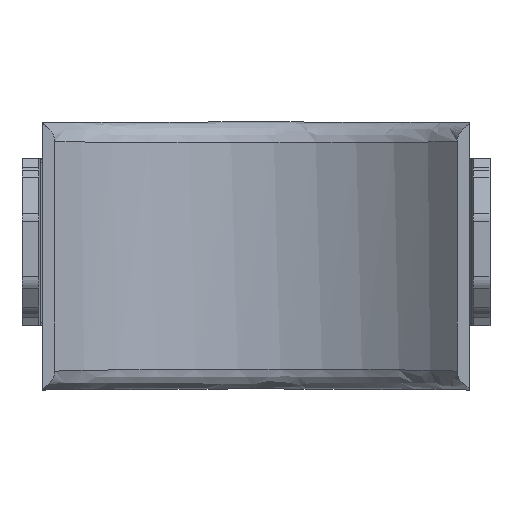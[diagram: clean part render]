
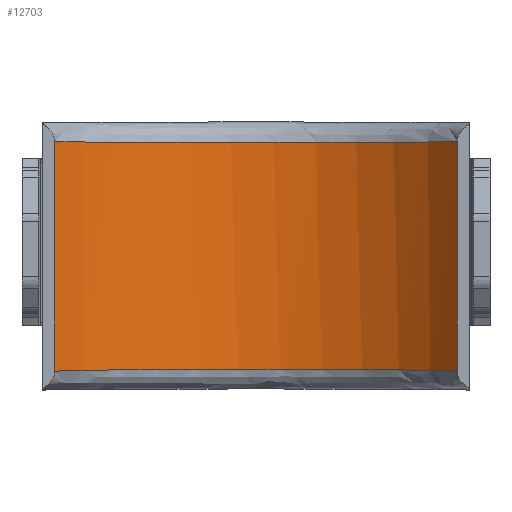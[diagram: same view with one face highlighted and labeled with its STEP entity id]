
A CAD part, front view. The second image highlights one B-rep face of the part: STEP entity #12703.
In plain terms, the highlighted cylindrical face has radius 38.5 mm (diameter 77 mm), a partial arc.
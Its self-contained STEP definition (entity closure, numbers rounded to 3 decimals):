
#54 = CARTESIAN_POINT ( 'NONE',  ( 25.094, -9.293, -17.067 ) ) ;
#437 = CARTESIAN_POINT ( 'NONE',  ( 13.391, -2.397, -17.004 ) ) ;
#681 = CARTESIAN_POINT ( 'NONE',  ( 1.419, 0.001, 16.999 ) ) ;
#707 = CARTESIAN_POINT ( 'NONE',  ( -30.104, -14.5, 20. ) ) ;
#1195 = DIRECTION ( 'NONE',  ( -1., 0., 0. ) ) ;
#1982 = CARTESIAN_POINT ( 'NONE',  ( 14.063, -2.653, -17.005 ) ) ;
#2022 = CARTESIAN_POINT ( 'NONE',  ( 26.696, -10.749, 17.091 ) ) ;
#2223 = CARTESIAN_POINT ( 'NONE',  ( -26.255, -10.192, 17.079 ) ) ;
#2424 = LINE ( 'NONE', #11725, #12144 ) ;
#2599 = CARTESIAN_POINT ( 'NONE',  ( -14.089, -2.641, 17.004 ) ) ;
#2690 = VECTOR ( 'NONE', #12637, 1000. ) ;
#3503 = CARTESIAN_POINT ( 'NONE',  ( 28.235, -12.286, 17.118 ) ) ;
#3598 = CARTESIAN_POINT ( 'NONE',  ( 24.545, -8.83, 17.061 ) ) ;
#3701 = CARTESIAN_POINT ( 'NONE',  ( -21.718, -6.578, 17.031 ) ) ;
#3801 = CARTESIAN_POINT ( 'NONE',  ( 5.742, -0.424, 16.999 ) ) ;
#3941 = DIRECTION ( 'NONE',  ( 0., 0., -1. ) ) ;
#4154 = CARTESIAN_POINT ( 'NONE',  ( 7.168, -0.666, -16.999 ) ) ;
#4351 = CARTESIAN_POINT ( 'NONE',  ( -19.29, -5.058, -17.018 ) ) ;
#4365 = CARTESIAN_POINT ( 'NONE',  ( 30.104, -14.5, -17.167 ) ) ;
#4450 = CARTESIAN_POINT ( 'NONE',  ( 2.864, -0.079, -16.999 ) ) ;
#4548 = CARTESIAN_POINT ( 'NONE',  ( 19.32, -5.073, -17.018 ) ) ;
#4733 = CARTESIAN_POINT ( 'NONE',  ( -30.104, -14.5, -17.167 ) ) ;
#4926 = CARTESIAN_POINT ( 'NONE',  ( 29.2, -13.366, -17.14 ) ) ;
#5272 = CARTESIAN_POINT ( 'NONE',  ( 5.023, -0.322, 16.999 ) ) ;
#5604 = FACE_OUTER_BOUND ( 'NONE', #17774, .T. ) ;
#5726 = CARTESIAN_POINT ( 'NONE',  ( -28.296, -12.232, -17.114 ) ) ;
#5834 = B_SPLINE_CURVE_WITH_KNOTS ( 'NONE', 3,
 ( #19131, #5726, #17558, #10311, #4351, #14834, #7394, #11896, #11694, #19325, #10214, #5928, #4450, #8958, #14935, #4154, #16093, #17659, #10896, #437, #1982, #10510, #7786, #4548, #9154, #18061, #54, #15223, #16862, #16485, #4926, #15411 ),
 .UNSPECIFIED., .F., .F.,
 ( 4, 2, 2, 2, 2, 2, 2, 2, 2, 2, 2, 2, 2, 2, 2, 4 ),
 ( 0., 0.009, 0.017, 0.022, 0.026, 0.035, 0.039, 0.041, 0.043, 0.048, 0.05, 0.052, 0.061, 0.063, 0.065, 0.069 ),
 .UNSPECIFIED. ) ;
#5928 = CARTESIAN_POINT ( 'NONE',  ( 1.419, 0.001, -16.999 ) ) ;
#6530 = ORIENTED_EDGE ( 'NONE', *, *, #11659, .T. ) ;
#6552 = CARTESIAN_POINT ( 'NONE',  ( 26.169, -10.252, 17.082 ) ) ;
#6934 = CARTESIAN_POINT ( 'NONE',  ( -30.104, -14.5, 17.167 ) ) ;
#7394 = CARTESIAN_POINT ( 'NONE',  ( -14.089, -2.641, -17.004 ) ) ;
#7483 = EDGE_CURVE ( 'NONE', #8562, #10875, #2424, .T. ) ;
#7786 = CARTESIAN_POINT ( 'NONE',  ( 16.058, -3.501, -17.009 ) ) ;
#7829 = CARTESIAN_POINT ( 'NONE',  ( 30.104, -14.5, 17.167 ) ) ;
#7925 = CARTESIAN_POINT ( 'NONE',  ( 29.2, -13.366, 17.14 ) ) ;
#8409 = CARTESIAN_POINT ( 'NONE',  ( 11.357, -1.685, 17.001 ) ) ;
#8562 = VERTEX_POINT ( 'NONE', #9256 ) ;
#8888 = B_SPLINE_CURVE_WITH_KNOTS ( 'NONE', 3,
 ( #7829, #7925, #3503, #2022, #6552, #18488, #3598, #9574, #15551, #14276, #12804, #9867, #12706, #8409, #12897, #11334, #18771, #3801, #5272, #11240, #681, #9674, #14466, #17397, #11519, #2599, #9775, #15652, #3701, #2223, #11426, #6934 ),
 .UNSPECIFIED., .F., .F.,
 ( 4, 2, 2, 2, 2, 2, 2, 2, 2, 2, 2, 2, 2, 2, 2, 4 ),
 ( 0., 0.004, 0.007, 0.009, 0.017, 0.02, 0.022, 0.026, 0.028, 0.03, 0.035, 0.043, 0.048, 0.052, 0.061, 0.07 ),
 .UNSPECIFIED. ) ;
#8958 = CARTESIAN_POINT ( 'NONE',  ( 5.023, -0.322, -16.999 ) ) ;
#9154 = CARTESIAN_POINT ( 'NONE',  ( 21.743, -6.598, -17.031 ) ) ;
#9256 = CARTESIAN_POINT ( 'NONE',  ( 30.104, -14.5, 17.167 ) ) ;
#9574 = CARTESIAN_POINT ( 'NONE',  ( 21.743, -6.598, 17.031 ) ) ;
#9674 = CARTESIAN_POINT ( 'NONE',  ( -2.933, -0.002, 16.999 ) ) ;
#9775 = CARTESIAN_POINT ( 'NONE',  ( -15.418, -3.193, 17.007 ) ) ;
#9867 = CARTESIAN_POINT ( 'NONE',  ( 14.063, -2.653, 17.005 ) ) ;
#10214 = CARTESIAN_POINT ( 'NONE',  ( -2.933, -0.002, -16.999 ) ) ;
#10311 = CARTESIAN_POINT ( 'NONE',  ( -21.718, -6.578, -17.031 ) ) ;
#10510 = CARTESIAN_POINT ( 'NONE',  ( 15.396, -3.205, -17.007 ) ) ;
#10875 = VERTEX_POINT ( 'NONE', #4365 ) ;
#10896 = CARTESIAN_POINT ( 'NONE',  ( 11.357, -1.685, -17.001 ) ) ;
#11229 = ORIENTED_EDGE ( 'NONE', *, *, #16433, .T. ) ;
#11240 = CARTESIAN_POINT ( 'NONE',  ( 2.864, -0.079, 16.999 ) ) ;
#11334 = CARTESIAN_POINT ( 'NONE',  ( 7.875, -0.807, 17. ) ) ;
#11426 = CARTESIAN_POINT ( 'NONE',  ( -28.296, -12.232, 17.114 ) ) ;
#11519 = CARTESIAN_POINT ( 'NONE',  ( -11.351, -1.683, 17.001 ) ) ;
#11659 = EDGE_CURVE ( 'NONE', #8562, #17538, #8888, .T. ) ;
#11694 = CARTESIAN_POINT ( 'NONE',  ( -9.968, -1.285, -17. ) ) ;
#11725 = CARTESIAN_POINT ( 'NONE',  ( 30.104, -14.5, 20. ) ) ;
#11896 = CARTESIAN_POINT ( 'NONE',  ( -11.351, -1.683, -17.001 ) ) ;
#12091 = AXIS2_PLACEMENT_3D ( 'NONE', #14606, #3941, #1195 ) ;
#12144 = VECTOR ( 'NONE', #17409, 1000. ) ;
#12637 = DIRECTION ( 'NONE',  ( 0., 0., -1. ) ) ;
#12703 = ADVANCED_FACE ( 'NONE', ( #5604 ), #13036, .F. ) ;
#12706 = CARTESIAN_POINT ( 'NONE',  ( 13.391, -2.397, 17.004 ) ) ;
#12804 = CARTESIAN_POINT ( 'NONE',  ( 15.396, -3.205, 17.007 ) ) ;
#12897 = CARTESIAN_POINT ( 'NONE',  ( 9.978, -1.288, 17. ) ) ;
#13036 = CYLINDRICAL_SURFACE ( 'NONE', #12091, 38.5 ) ;
#13186 = EDGE_CURVE ( 'NONE', #17538, #14600, #14114, .T. ) ;
#14114 = LINE ( 'NONE', #707, #2690 ) ;
#14276 = CARTESIAN_POINT ( 'NONE',  ( 16.058, -3.501, 17.009 ) ) ;
#14466 = CARTESIAN_POINT ( 'NONE',  ( -5.778, -0.328, 16.999 ) ) ;
#14600 = VERTEX_POINT ( 'NONE', #4733 ) ;
#14606 = CARTESIAN_POINT ( 'NONE',  ( 0., -38.5, 20. ) ) ;
#14834 = CARTESIAN_POINT ( 'NONE',  ( -15.418, -3.193, -17.007 ) ) ;
#14935 = CARTESIAN_POINT ( 'NONE',  ( 5.742, -0.424, -16.999 ) ) ;
#15223 = CARTESIAN_POINT ( 'NONE',  ( 26.169, -10.252, -17.082 ) ) ;
#15411 = CARTESIAN_POINT ( 'NONE',  ( 30.104, -14.5, -17.167 ) ) ;
#15551 = CARTESIAN_POINT ( 'NONE',  ( 19.32, -5.073, 17.018 ) ) ;
#15652 = CARTESIAN_POINT ( 'NONE',  ( -19.29, -5.058, 17.018 ) ) ;
#15975 = ORIENTED_EDGE ( 'NONE', *, *, #7483, .F. ) ;
#16093 = CARTESIAN_POINT ( 'NONE',  ( 7.875, -0.807, -17. ) ) ;
#16433 = EDGE_CURVE ( 'NONE', #14600, #10875, #5834, .T. ) ;
#16485 = CARTESIAN_POINT ( 'NONE',  ( 28.235, -12.286, -17.118 ) ) ;
#16862 = CARTESIAN_POINT ( 'NONE',  ( 26.696, -10.749, -17.091 ) ) ;
#16954 = CARTESIAN_POINT ( 'NONE',  ( -30.104, -14.5, 17.167 ) ) ;
#17397 = CARTESIAN_POINT ( 'NONE',  ( -9.968, -1.285, 17. ) ) ;
#17409 = DIRECTION ( 'NONE',  ( 0., 0., -1. ) ) ;
#17538 = VERTEX_POINT ( 'NONE', #16954 ) ;
#17558 = CARTESIAN_POINT ( 'NONE',  ( -26.255, -10.192, -17.079 ) ) ;
#17659 = CARTESIAN_POINT ( 'NONE',  ( 9.978, -1.288, -17. ) ) ;
#17774 = EDGE_LOOP ( 'NONE', ( #18378, #11229, #15975, #6530 ) ) ;
#18061 = CARTESIAN_POINT ( 'NONE',  ( 24.545, -8.83, -17.061 ) ) ;
#18378 = ORIENTED_EDGE ( 'NONE', *, *, #13186, .T. ) ;
#18488 = CARTESIAN_POINT ( 'NONE',  ( 25.094, -9.293, 17.067 ) ) ;
#18771 = CARTESIAN_POINT ( 'NONE',  ( 7.168, -0.666, 16.999 ) ) ;
#19131 = CARTESIAN_POINT ( 'NONE',  ( -30.104, -14.5, -17.167 ) ) ;
#19325 = CARTESIAN_POINT ( 'NONE',  ( -5.778, -0.328, -16.999 ) ) ;
